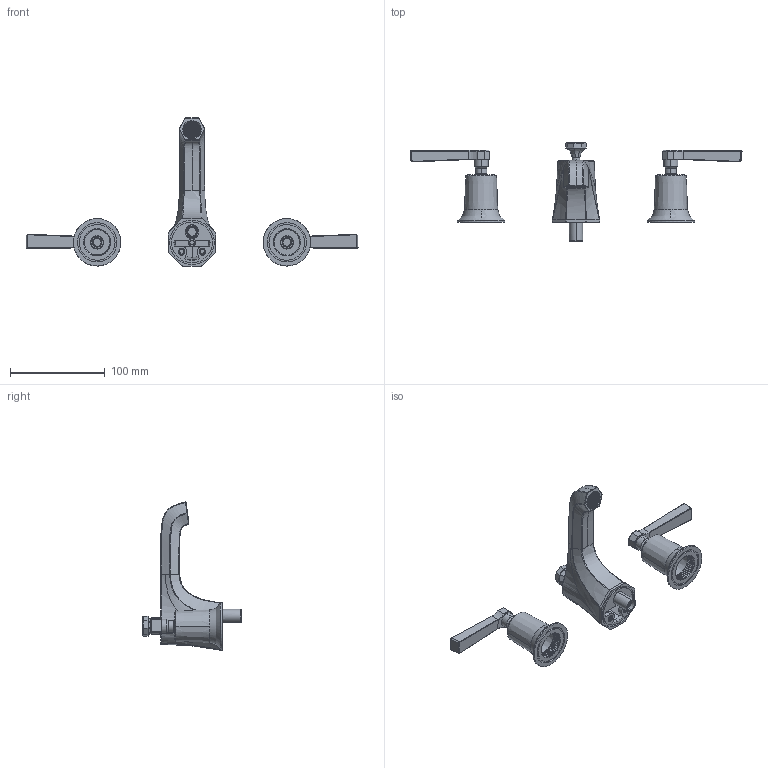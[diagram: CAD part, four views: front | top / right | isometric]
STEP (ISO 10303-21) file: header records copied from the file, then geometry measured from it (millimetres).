
FILE_DESCRIPTION (( 'STEP AP214' ), '1' );
FILE_NAME ('CR003L_V21122.STEP', '2022-11-24T09:24:32', ( '' ), ( '' ), 'SwSTEP 2.0', 'SolidWorks 2019', '' );
FILE_SCHEMA (( 'AUTOMOTIVE_DESIGN' ));
Length unit declared in the file: millimetre
Products named in the file (6): Plug release lever_v11122; Main body_v11122; Left Lever_v11122; CR003L_V21122; Aerator_v11122; Left Handle body_v11122
Assembly tree (7 placements, depth 2):
  CR003L_V21122
    Main body_v11122
    Plug release lever_v11122
    Left Handle body_v11122  x2
    Left Lever_v11122  x2
    Aerator_v11122
Bounding box: 349.96 x 103.72 x 156.15 mm (x, y, z)
Volume: 56500.6 mm3; surface area: 88710.5 mm2
Topology: 7 solids, 12 shells, 6474 faces, 19004 edges, 12515 vertices
Faces by surface type: bspline 5954, cylinder 237, plane 172, cone 58, torus 35, sphere 18
Entity records: 250807 total; most frequent: CARTESIAN_POINT 131438, ORIENTED_EDGE 37254, EDGE_CURVE 18628, B_SPLINE_CURVE_WITH_KNOTS 17290, VERTEX_POINT 12293, EDGE_LOOP 8940, ADVANCED_FACE 6319, FACE_OUTER_BOUND 6319
